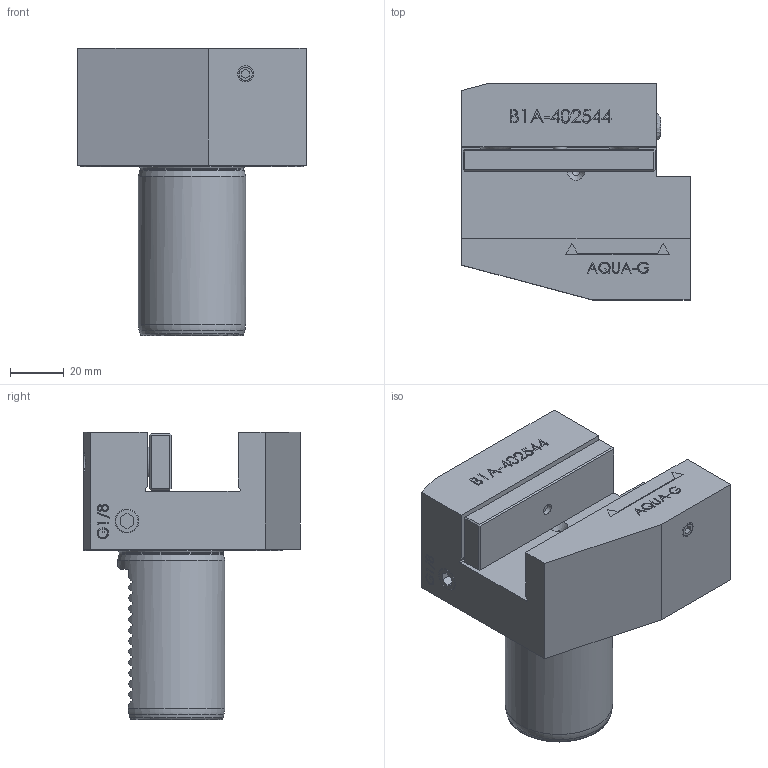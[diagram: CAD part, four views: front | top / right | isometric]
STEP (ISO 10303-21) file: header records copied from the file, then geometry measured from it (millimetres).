
FILE_DESCRIPTION (( 'STEP AP203' ), '1' );
FILE_NAME ('B1A-402544 ASSEMBLY.STEP', '2015-08-06T08:45:57', ( '' ), ( '' ), 'SwSTEP 2.0', 'SolidWorks 2015', '' );
FILE_SCHEMA (( 'CONFIG_CONTROL_DESIGN' ));
Length unit declared in the file: millimetre
Products named in the file (2): B1A-402544 ASSEMBLY
Bounding box: 85 x 80.5 x 107 mm (x, y, z)
Volume: 280914.6 mm3; surface area: 54124.1 mm2
Topology: 13 solids, 14 shells, 344 faces, 1053 edges, 781 vertices
Faces by surface type: plane 237, cylinder 59, cone 39, torus 8, sphere 1
Full cylindrical faces by diameter (mm): 3.15 x2, 4.2 x1, 5 x5, 5.5 x1, 6 x3, 6.8 x6, 8 x3, 8.5 x1, 8.8 x1, 10 x2, 10.2 x2, 11.7 x1, 12 x2, 14 x2, 38.7 x1, 40 x1
Entity records: 13785 total; most frequent: CARTESIAN_POINT 4824, ORIENTED_EDGE 1906, DIRECTION 1545, EDGE_CURVE 953, VERTEX_POINT 755, LINE 587, VECTOR 587, EDGE_LOOP 486
